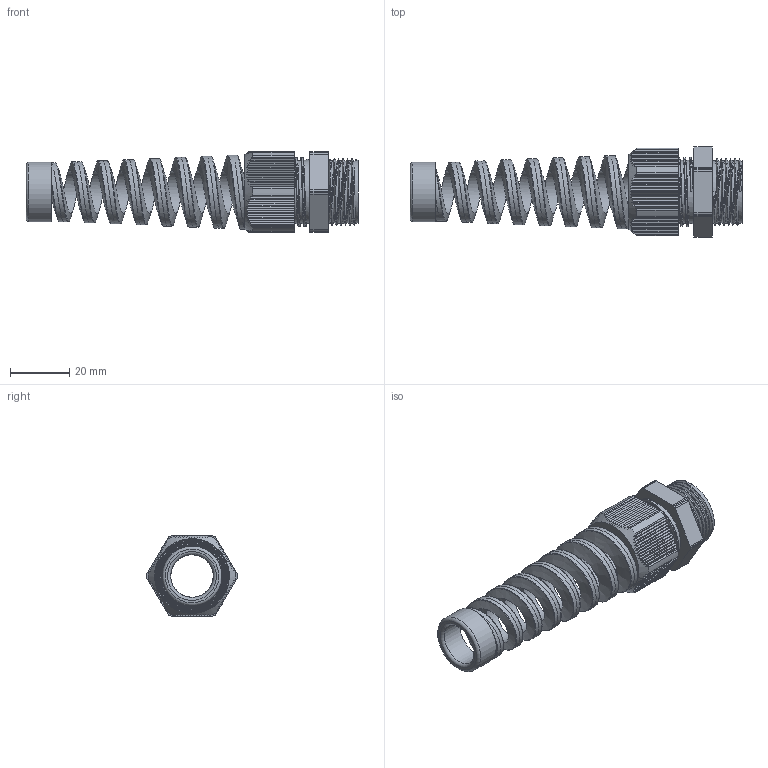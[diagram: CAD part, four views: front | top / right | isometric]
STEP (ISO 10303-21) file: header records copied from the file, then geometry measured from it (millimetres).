
FILE_DESCRIPTION(/* description */ ('Euro-Top mit BS PG16'),/* implementation_level */ '2;1');
FILE_NAME(/* name */ '11380416-RST.stp',/* time_stamp */ '2016-06-22T13:23:59+02:00',/* author */ ('SL'),/* organization */ (''),/* preprocessor_version */ 'ST-DEVELOPER v15.2',/* originating_system */ 'Autodesk Inventor 2014',/* authorisation */ '');
FILE_SCHEMA (('AUTOMOTIVE_DESIGN { 1 0 10303 214 3 1 1 }'));
Length unit declared in the file: millimetre
Products named in the file (7): Euro-Top-BS-05-BT-0002-11380416; Euro-Top-BS-05-BT-0001-11380416; Euro-Top-BS-05-BT-0004-11380416; Euro-Top-BS-05-BT-0005-11380416; Euro-Top-BS-05-BG-0001-11380416-BS; Euro-Top-BS-05-BT-0003-11380416; Euro-Top-BS-05-BG-0002-11380416
Assembly tree (6 placements, depth 3):
  Euro-Top-BS-05-BG-0002-11380416
    Euro-Top-BS-05-BT-0002-11380416
    Euro-Top-BS-05-BG-0001-11380416-BS
      Euro-Top-BS-05-BT-0001-11380416
      Euro-Top-BS-05-BT-0004-11380416
      Euro-Top-BS-05-BT-0005-11380416
    Euro-Top-BS-05-BT-0003-11380416
Bounding box: 112 x 30.65 x 27.07 mm (x, y, z)
Volume: 19276.6 mm3; surface area: 20518.9 mm2
Topology: 5 solids, 5 shells, 461 faces, 1303 edges, 858 vertices
Faces by surface type: plane 273, cylinder 115, bspline 47, torus 23, cone 3
Full cylindrical faces by diameter (mm): 14.3 x1, 14.5 x1, 15.12 x1, 17.3 x1, 17.4 x1, 17.94 x1, 20.1 x1, 20.9 x1, 21.29 x6, 23.52 x5
Entity records: 39358 total; most frequent: CARTESIAN_POINT 28321, ORIENTED_EDGE 2498, DIRECTION 2044, EDGE_CURVE 1249, VERTEX_POINT 833, AXIS2_PLACEMENT_3D 712, LINE 620, VECTOR 620
